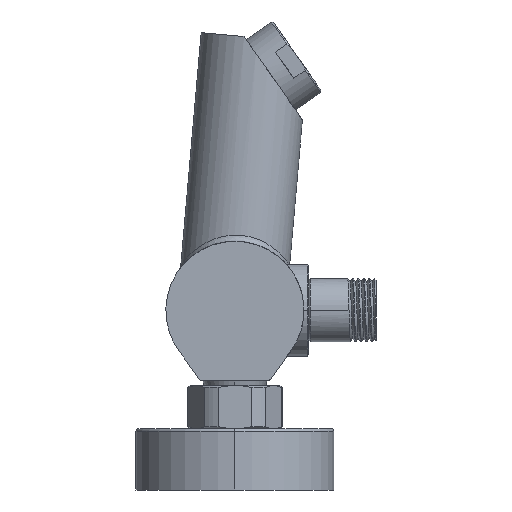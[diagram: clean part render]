
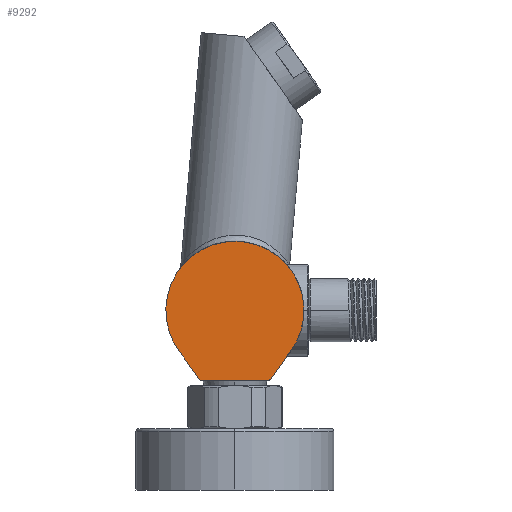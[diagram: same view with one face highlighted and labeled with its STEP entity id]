
A CAD part, left-side view. The second image highlights one B-rep face of the part: STEP entity #9292.
In plain terms, the highlighted planar face has unit normal (-1, 0, 0).
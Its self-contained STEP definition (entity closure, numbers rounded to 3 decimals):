
#28=CARTESIAN_POINT('',(-99.5,10.337,-21.5));
#29=DIRECTION('',(-1.,0.,0.));
#30=DIRECTION('',(0.,0.809,-0.588));
#31=AXIS2_PLACEMENT_3D('',#28,#29,#30);
#33=DIRECTION('',(0.,0.588,0.809));
#34=VECTOR('',#33,11.318);
#35=CARTESIAN_POINT('',(-99.5,11.55,-22.382));
#36=LINE('',#35,#34);
#37=CARTESIAN_POINT('',(-99.5,0.,0.));
#38=DIRECTION('',(1.,0.,0.));
#39=DIRECTION('',(0.,0.809,-0.588));
#40=AXIS2_PLACEMENT_3D('',#37,#38,#39);
#42=DIRECTION('',(0.,0.588,-0.809));
#43=VECTOR('',#42,11.318);
#44=CARTESIAN_POINT('',(-99.5,-18.203,-13.225));
#45=LINE('',#44,#43);
#46=CARTESIAN_POINT('',(-99.5,-10.337,-21.5));
#47=DIRECTION('',(-1.,0.,0.));
#48=DIRECTION('',(0.,0.,-1.));
#49=AXIS2_PLACEMENT_3D('',#46,#47,#48);
#51=DIRECTION('',(0.,1.,0.));
#52=VECTOR('',#51,20.674);
#53=CARTESIAN_POINT('',(-99.5,-10.337,-23.));
#54=LINE('',#53,#52);
#8571=CARTESIAN_POINT('',(-99.5,18.203,-13.225));
#8572=CARTESIAN_POINT('',(-99.5,-18.203,-13.225));
#8573=VERTEX_POINT('',#8571);
#8574=VERTEX_POINT('',#8572);
#8579=CARTESIAN_POINT('',(-99.5,11.55,-22.382));
#8580=CARTESIAN_POINT('',(-99.5,10.337,-23.));
#8581=VERTEX_POINT('',#8579);
#8582=VERTEX_POINT('',#8580);
#8587=CARTESIAN_POINT('',(-99.5,-10.337,-23.));
#8588=CARTESIAN_POINT('',(-99.5,-11.55,-22.382));
#8589=VERTEX_POINT('',#8587);
#8590=VERTEX_POINT('',#8588);
#9273=CARTESIAN_POINT('',(-99.5,0.,0.));
#9274=DIRECTION('',(1.,0.,0.));
#9275=DIRECTION('',(0.,0.,-1.));
#9276=AXIS2_PLACEMENT_3D('',#9273,#9274,#9275);
#9277=PLANE('',#9276);
#9279=ORIENTED_EDGE('',*,*,#9278,.F.);
#9281=ORIENTED_EDGE('',*,*,#9280,.T.);
#9283=ORIENTED_EDGE('',*,*,#9282,.T.);
#9285=ORIENTED_EDGE('',*,*,#9284,.T.);
#9287=ORIENTED_EDGE('',*,*,#9286,.F.);
#9289=ORIENTED_EDGE('',*,*,#9288,.T.);
#9290=EDGE_LOOP('',(#9279,#9281,#9283,#9285,#9287,#9289));
#9291=FACE_OUTER_BOUND('',#9290,.F.);
#9292=ADVANCED_FACE('',(#9291),#9277,.F.);
#32=CIRCLE('',#31,1.5);
#41=CIRCLE('',#40,22.5);
#50=CIRCLE('',#49,1.5);
#9278=EDGE_CURVE('',#8581,#8582,#32,.T.);
#9280=EDGE_CURVE('',#8581,#8573,#36,.T.);
#9282=EDGE_CURVE('',#8573,#8574,#41,.T.);
#9284=EDGE_CURVE('',#8574,#8590,#45,.T.);
#9286=EDGE_CURVE('',#8589,#8590,#50,.T.);
#9288=EDGE_CURVE('',#8589,#8582,#54,.T.);
